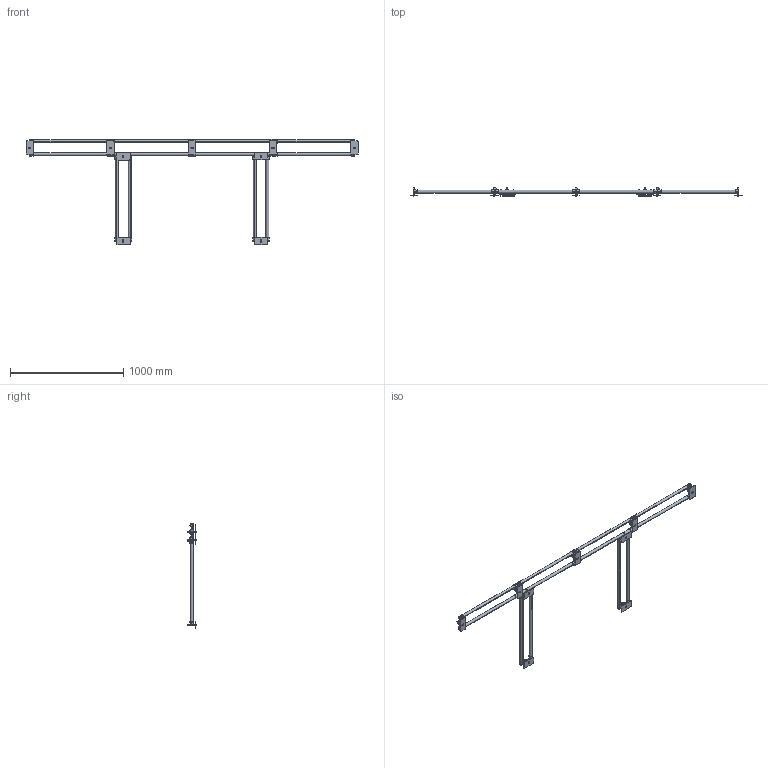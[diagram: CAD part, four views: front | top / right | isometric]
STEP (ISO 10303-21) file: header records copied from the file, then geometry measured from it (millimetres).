
FILE_DESCRIPTION (( 'STEP AP214' ), '1' );
FILE_NAME ('am-4555 FREIGHT FRENZY Barriers.STEP', '2021-09-03T15:06:27', ( '' ), ( '' ), 'SwSTEP 2.0', 'SolidWorks 2021', '' );
FILE_SCHEMA (( 'AUTOMOTIVE_DESIGN' ));
Length unit declared in the file: inch
Products named in the file (14): am-1552 Barrier Single Wide Tile Zip Tie; am-1552 Barrier Double Wide Tile Zip Tie Back Jog; am-1552 Barrier Single Wide Tile Zip Tie Back Jog; am-4042a Barrier Pipe Anchor; Vertical Barrier Section; am-1552 Barrier Single Wide Tile Zip Tie Front Jog; am-1552 Barrier Link Zip Tie; Horizontal Barrier Section; am-4549 Vertical Long Barrier Pipe; am-4548 Horizontal Short Barrier Pipe; am-1552 Barrier Pipe Zip Tie; am-1552 Barrier Double Wide Tile Zip Tie; am-4555 FREIGHT FRENZY Barriers; am-4547 Barrier Under Tile Plate
Assembly tree (37 placements, depth 3):
  am-4555 FREIGHT FRENZY Barriers
    Vertical Barrier Section  x2
      am-4042a Barrier Pipe Anchor
      am-4549 Vertical Long Barrier Pipe
    Horizontal Barrier Section  x4
      am-4042a Barrier Pipe Anchor
      am-4548 Horizontal Short Barrier Pipe
    am-4547 Barrier Under Tile Plate  x9
    am-1552 Barrier Link Zip Tie  x3
    am-1552 Barrier Pipe Zip Tie  x2
    am-1552 Barrier Double Wide Tile Zip Tie
    am-1552 Barrier Double Wide Tile Zip Tie Back Jog  x2
    am-1552 Barrier Single Wide Tile Zip Tie  x4
    am-1552 Barrier Single Wide Tile Zip Tie Back Jog
    am-1552 Barrier Single Wide Tile Zip Tie Front Jog
Bounding box: 2934.34 x 72.64 x 930.26 mm (x, y, z)
Volume: 2360439.7 mm3; surface area: 1774962.1 mm2
Topology: 47 solids, 47 shells, 3054 faces, 8100 edges, 5256 vertices
Faces by surface type: cylinder 1412, plane 1406, bspline 84, sphere 56, torus 48, cone 48
Entity records: 16671 total; most frequent: CARTESIAN_POINT 3153, DIRECTION 2827, ORIENTED_EDGE 2622, EDGE_CURVE 1311, AXIS2_PLACEMENT_3D 1016, VERTEX_POINT 834, LINE 795, VECTOR 795
